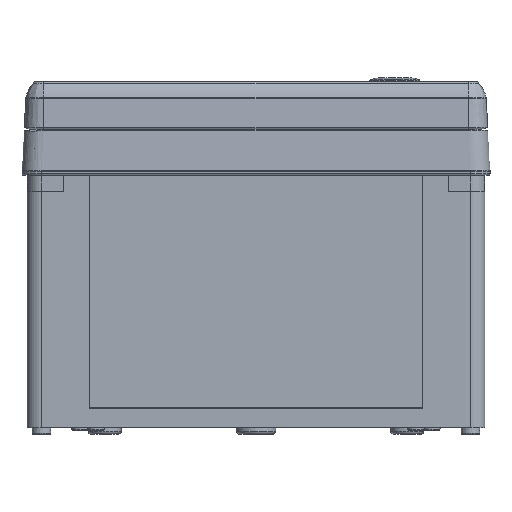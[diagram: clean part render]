
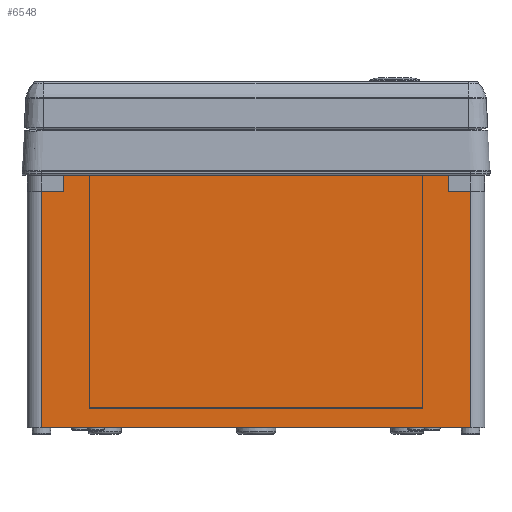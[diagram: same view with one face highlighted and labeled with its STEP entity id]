
A CAD part, front view. The second image highlights one B-rep face of the part: STEP entity #6548.
In plain terms, the highlighted planar face has unit normal (0, -1, 0).
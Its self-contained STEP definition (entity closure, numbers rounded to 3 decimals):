
#6548 = ADVANCED_FACE( '', ( #13989, #13990 ), #13991, .T. );
#13989 = FACE_OUTER_BOUND( '', #23381, .T. );
#13990 = FACE_BOUND( '', #23382, .T. );
#13991 = PLANE( '', #23383 );
#23381 = EDGE_LOOP( '', ( #42517, #42518, #42519, #42520, #42521, #42522, #42523, #42524 ) );
#23382 = EDGE_LOOP( '', ( #42525, #42526, #42527, #42528, #42529, #42530, #42531, #42532 ) );
#23383 = AXIS2_PLACEMENT_3D( '', #42533, #42534, #42535 );
#42517 = ORIENTED_EDGE( '', *, *, #54961, .F. );
#42518 = ORIENTED_EDGE( '', *, *, #55865, .T. );
#42519 = ORIENTED_EDGE( '', *, *, #52337, .F. );
#42520 = ORIENTED_EDGE( '', *, *, #52185, .T. );
#42521 = ORIENTED_EDGE( '', *, *, #55866, .T. );
#42522 = ORIENTED_EDGE( '', *, *, #48637, .F. );
#42523 = ORIENTED_EDGE( '', *, *, #52362, .F. );
#42524 = ORIENTED_EDGE( '', *, *, #54016, .T. );
#42525 = ORIENTED_EDGE( '', *, *, #55020, .T. );
#42526 = ORIENTED_EDGE( '', *, *, #54194, .T. );
#42527 = ORIENTED_EDGE( '', *, *, #51957, .T. );
#42528 = ORIENTED_EDGE( '', *, *, #55273, .T. );
#42529 = ORIENTED_EDGE( '', *, *, #55398, .T. );
#42530 = ORIENTED_EDGE( '', *, *, #51057, .T. );
#42531 = ORIENTED_EDGE( '', *, *, #50637, .T. );
#42532 = ORIENTED_EDGE( '', *, *, #53080, .T. );
#42533 = CARTESIAN_POINT( '', ( -137.5, -196.75, -164.5 ) );
#42534 = DIRECTION( '', ( 0., -1., 0. ) );
#42535 = DIRECTION( '', ( 0., 0., -1. ) );
#48637 = EDGE_CURVE( '', #57946, #57948, #57949, .T. );
#50637 = EDGE_CURVE( '', #61400, #61404, #61406, .T. );
#51057 = EDGE_CURVE( '', #62106, #61400, #62109, .T. );
#51957 = EDGE_CURVE( '', #63547, #63551, #63553, .T. );
#52185 = EDGE_CURVE( '', #63907, #63905, #63908, .T. );
#52337 = EDGE_CURVE( '', #63907, #64137, #64138, .T. );
#52362 = EDGE_CURVE( '', #64174, #57946, #64175, .T. );
#53080 = EDGE_CURVE( '', #61404, #65251, #65253, .T. );
#54016 = EDGE_CURVE( '', #64174, #66578, #66580, .T. );
#54194 = EDGE_CURVE( '', #66825, #63547, #66828, .T. );
#54961 = EDGE_CURVE( '', #67877, #66578, #67878, .T. );
#55020 = EDGE_CURVE( '', #65251, #66825, #67952, .T. );
#55273 = EDGE_CURVE( '', #63551, #68265, #68267, .T. );
#55398 = EDGE_CURVE( '', #68265, #62106, #68419, .T. );
#55865 = EDGE_CURVE( '', #67877, #64137, #68984, .T. );
#55866 = EDGE_CURVE( '', #63905, #57948, #68985, .T. );
#57946 = VERTEX_POINT( '', #71925 );
#57948 = VERTEX_POINT( '', #71928 );
#57949 = LINE( '', #71929, #71930 );
#61400 = VERTEX_POINT( '', #77629 );
#61404 = VERTEX_POINT( '', #77635 );
#61406 = LINE( '', #77638, #77639 );
#62106 = VERTEX_POINT( '', #78791 );
#62109 = LINE( '', #78796, #78797 );
#63547 = VERTEX_POINT( '', #81087 );
#63551 = VERTEX_POINT( '', #81093 );
#63553 = LINE( '', #81096, #81097 );
#63905 = VERTEX_POINT( '', #81614 );
#63907 = VERTEX_POINT( '', #81616 );
#63908 = LINE( '', #81617, #81618 );
#64137 = VERTEX_POINT( '', #82007 );
#64138 = LINE( '', #82008, #82009 );
#64174 = VERTEX_POINT( '', #82057 );
#64175 = LINE( '', #82058, #82059 );
#65251 = VERTEX_POINT( '', #83962 );
#65253 = LINE( '', #83965, #83966 );
#66578 = VERTEX_POINT( '', #86174 );
#66580 = LINE( '', #86177, #86178 );
#66825 = VERTEX_POINT( '', #86592 );
#66828 = LINE( '', #86597, #86598 );
#67877 = VERTEX_POINT( '', #88255 );
#67878 = LINE( '', #88256, #88257 );
#67952 = LINE( '', #88365, #88366 );
#68265 = VERTEX_POINT( '', #88833 );
#68267 = LINE( '', #88836, #88837 );
#68419 = LINE( '', #89047, #89048 );
#68984 = LINE( '', #90433, #90434 );
#68985 = LINE( '', #90435, #90436 );
#71925 = CARTESIAN_POINT( '', ( 123.35, -196.75, -12.8 ) );
#71928 = CARTESIAN_POINT( '', ( 137.5, -196.75, -12.8 ) );
#71929 = CARTESIAN_POINT( '', ( -137.5, -196.75, -12.8 ) );
#71930 = VECTOR( '', #92701, 1000. );
#77629 = CARTESIAN_POINT( '', ( 106.55, -196.75, -151.3 ) );
#77635 = CARTESIAN_POINT( '', ( 106.55, -196.75, -3.5 ) );
#77638 = CARTESIAN_POINT( '', ( 106.55, -196.75, -164.5 ) );
#77639 = VECTOR( '', #95122, 1000. );
#78791 = CARTESIAN_POINT( '', ( -106.55, -196.75, -151.3 ) );
#78796 = CARTESIAN_POINT( '', ( -137.5, -196.75, -151.3 ) );
#78797 = VECTOR( '', #95646, 1000. );
#81087 = CARTESIAN_POINT( '', ( -107.05, -196.75, -151.8 ) );
#81093 = CARTESIAN_POINT( '', ( -107.05, -196.75, -3.5 ) );
#81096 = CARTESIAN_POINT( '', ( -107.05, -196.75, -164.5 ) );
#81097 = VECTOR( '', #96671, 1000. );
#81614 = CARTESIAN_POINT( '', ( 137.5, -196.75, -164.5 ) );
#81616 = CARTESIAN_POINT( '', ( -137.5, -196.75, -164.5 ) );
#81617 = CARTESIAN_POINT( '', ( -137.5, -196.75, -164.5 ) );
#81618 = VECTOR( '', #96923, 1000. );
#82007 = CARTESIAN_POINT( '', ( -137.5, -196.75, -12.8 ) );
#82008 = CARTESIAN_POINT( '', ( -137.5, -196.75, -164.5 ) );
#82009 = VECTOR( '', #97110, 1000. );
#82057 = CARTESIAN_POINT( '', ( 123.35, -196.75, -2.5 ) );
#82058 = CARTESIAN_POINT( '', ( 123.35, -196.75, -164.5 ) );
#82059 = VECTOR( '', #97138, 1000. );
#83962 = CARTESIAN_POINT( '', ( 107.05, -196.75, -3.5 ) );
#83965 = CARTESIAN_POINT( '', ( -137.5, -196.75, -3.5 ) );
#83966 = VECTOR( '', #97934, 1000. );
#86174 = CARTESIAN_POINT( '', ( -123.35, -196.75, -2.5 ) );
#86177 = CARTESIAN_POINT( '', ( -137.5, -196.75, -2.5 ) );
#86178 = VECTOR( '', #98962, 1000. );
#86592 = CARTESIAN_POINT( '', ( 107.05, -196.75, -151.8 ) );
#86597 = CARTESIAN_POINT( '', ( -137.5, -196.75, -151.8 ) );
#86598 = VECTOR( '', #99168, 1000. );
#88255 = CARTESIAN_POINT( '', ( -123.35, -196.75, -12.8 ) );
#88256 = CARTESIAN_POINT( '', ( -123.35, -196.75, -164.5 ) );
#88257 = VECTOR( '', #99954, 1000. );
#88365 = CARTESIAN_POINT( '', ( 107.05, -196.75, -164.5 ) );
#88366 = VECTOR( '', #100004, 1000. );
#88833 = CARTESIAN_POINT( '', ( -106.55, -196.75, -3.5 ) );
#88836 = CARTESIAN_POINT( '', ( -137.5, -196.75, -3.5 ) );
#88837 = VECTOR( '', #100244, 1000. );
#89047 = CARTESIAN_POINT( '', ( -106.55, -196.75, -164.5 ) );
#89048 = VECTOR( '', #100354, 1000. );
#90433 = CARTESIAN_POINT( '', ( -137.5, -196.75, -12.8 ) );
#90434 = VECTOR( '', #100743, 1000. );
#90435 = CARTESIAN_POINT( '', ( 137.5, -196.75, -164.5 ) );
#90436 = VECTOR( '', #100744, 1000. );
#92701 = DIRECTION( '', ( 1., 0., 0. ) );
#95122 = DIRECTION( '', ( 0., 0., 1. ) );
#95646 = DIRECTION( '', ( 1., 0., 0. ) );
#96671 = DIRECTION( '', ( 0., 0., 1. ) );
#96923 = DIRECTION( '', ( 1., 0., 0. ) );
#97110 = DIRECTION( '', ( 0., 0., 1. ) );
#97138 = DIRECTION( '', ( 0., 0., -1. ) );
#97934 = DIRECTION( '', ( 1., 0., 0. ) );
#98962 = DIRECTION( '', ( -1., 0., 0. ) );
#99168 = DIRECTION( '', ( -1., 0., 0. ) );
#99954 = DIRECTION( '', ( 0., 0., 1. ) );
#100004 = DIRECTION( '', ( 0., 0., -1. ) );
#100244 = DIRECTION( '', ( 1., 0., 0. ) );
#100354 = DIRECTION( '', ( 0., 0., -1. ) );
#100743 = DIRECTION( '', ( -1., 0., 0. ) );
#100744 = DIRECTION( '', ( 0., 0., 1. ) );
